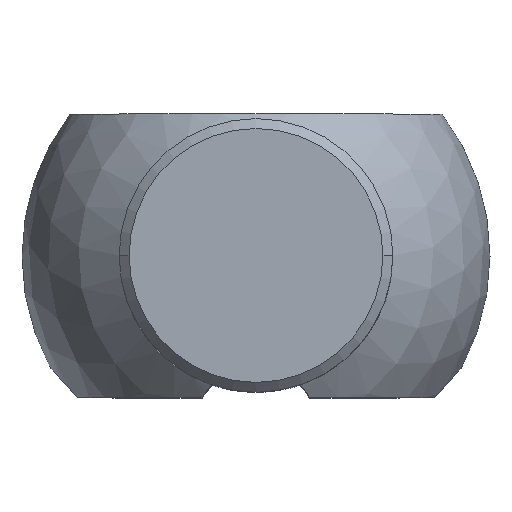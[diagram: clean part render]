
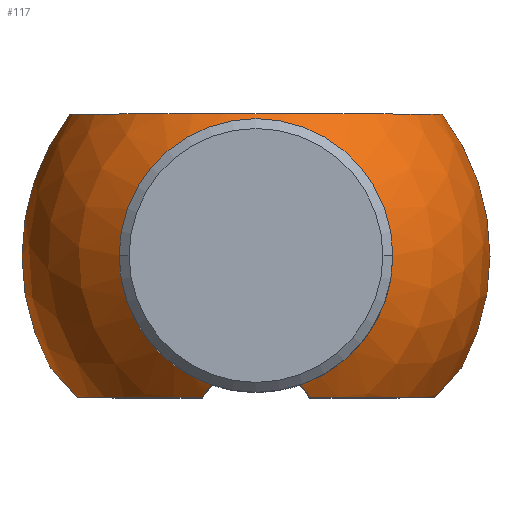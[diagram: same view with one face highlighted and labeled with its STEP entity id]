
A CAD part, top view. The second image highlights one B-rep face of the part: STEP entity #117.
In plain terms, the highlighted spherical face has radius 5.994 mm.
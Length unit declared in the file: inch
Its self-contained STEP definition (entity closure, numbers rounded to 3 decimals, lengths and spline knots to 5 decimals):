
#20 = VERTEX_POINT ( 'NONE', #579 ) ;
#33 = VERTEX_POINT ( 'NONE', #112 ) ;
#36 = ORIENTED_EDGE ( 'NONE', *, *, #335, .F. ) ;
#41 = CARTESIAN_POINT ( 'NONE',  ( 0.18369, -0.13896, 0.05179 ) ) ;
#44 = CARTESIAN_POINT ( 'NONE',  ( 0.17977, -0.143, 0.05413 ) ) ;
#61 = DIRECTION ( 'NONE',  ( 0., 0., 1. ) ) ;
#69 = VERTEX_POINT ( 'NONE', #639 ) ;
#90 = VERTEX_POINT ( 'NONE', #167 ) ;
#96 = CIRCLE ( 'NONE', #215, 0.138 ) ;
#107 = DIRECTION ( 'NONE',  ( 0., 0., -1. ) ) ;
#110 = EDGE_CURVE ( 'NONE', #20, #490, #618, .T. ) ;
#112 = CARTESIAN_POINT ( 'NONE',  ( 0.138, 0., 0.19145 ) ) ;
#117 = ADVANCED_FACE ( 'NONE', ( #279 ), #684, .T. ) ;
#122 = DIRECTION ( 'NONE',  ( -1., 0., 0. ) ) ;
#123 = CARTESIAN_POINT ( 'NONE',  ( -0.20787, -0.11175, 0. ) ) ;
#126 = CARTESIAN_POINT ( 'NONE',  ( -0.18733, -0.13507, 0.04895 ) ) ;
#129 = B_SPLINE_CURVE_WITH_KNOTS ( 'NONE', 3,
 ( #248, #299, #126, #653, #716, #252, #238, #591, #411, #123 ),
 .UNSPECIFIED., .F., .F.,
 ( 4, 2, 2, 2, 4 ),
 ( 0., 0.00046, 0.00092, 0.00138, 0.00184 ),
 .UNSPECIFIED. ) ;
#131 = EDGE_CURVE ( 'NONE', #621, #604, #752, .T. ) ;
#133 = CARTESIAN_POINT ( 'NONE',  ( 0.04469, -0.13056, 0.19145 ) ) ;
#148 = ORIENTED_EDGE ( 'NONE', *, *, #152, .F. ) ;
#152 = EDGE_CURVE ( 'NONE', #604, #520, #129, .T. ) ;
#161 = CARTESIAN_POINT ( 'NONE',  ( 0.18732, -0.13508, 0.04896 ) ) ;
#167 = CARTESIAN_POINT ( 'NONE',  ( 0.04469, -0.13056, 0.19145 ) ) ;
#168 = CARTESIAN_POINT ( 'NONE',  ( 0., 0., 0.19145 ) ) ;
#169 = EDGE_CURVE ( 'NONE', #490, #69, #398, .T. ) ;
#170 = CARTESIAN_POINT ( 'NONE',  ( 0.20427, -0.11601, 0.02342 ) ) ;
#197 = VERTEX_POINT ( 'NONE', #303 ) ;
#199 = CARTESIAN_POINT ( 'NONE',  ( -0.17977, -0.143, 0.05413 ) ) ;
#212 = DIRECTION ( 'NONE',  ( -1., 0., 0. ) ) ;
#213 = ORIENTED_EDGE ( 'NONE', *, *, #683, .T. ) ;
#215 = AXIS2_PLACEMENT_3D ( 'NONE', #584, #415, #408 ) ;
#217 = DIRECTION ( 'NONE',  ( 0., 0., 1. ) ) ;
#218 = CARTESIAN_POINT ( 'NONE',  ( 0., -0.143, 0. ) ) ;
#222 = CARTESIAN_POINT ( 'NONE',  ( 0., 0., 0. ) ) ;
#224 = AXIS2_PLACEMENT_3D ( 'NONE', #429, #317, #394 ) ;
#238 = CARTESIAN_POINT ( 'NONE',  ( -0.20428, -0.11599, 0.02337 ) ) ;
#239 = ORIENTED_EDGE ( 'NONE', *, *, #574, .F. ) ;
#242 = DIRECTION ( 'NONE',  ( 0., -1., 0. ) ) ;
#248 = CARTESIAN_POINT ( 'NONE',  ( -0.17977, -0.143, 0.05413 ) ) ;
#249 = CIRCLE ( 'NONE', #699, 0.236 ) ;
#251 = CARTESIAN_POINT ( 'NONE',  ( -0.138, 0., 0.19145 ) ) ;
#252 = CARTESIAN_POINT ( 'NONE',  ( -0.20219, -0.11845, 0.02868 ) ) ;
#279 = FACE_OUTER_BOUND ( 'NONE', #338, .T. ) ;
#286 = CARTESIAN_POINT ( 'NONE',  ( -0.04853, -0.13449, 0.18788 ) ) ;
#299 = CARTESIAN_POINT ( 'NONE',  ( -0.18369, -0.13895, 0.05179 ) ) ;
#301 = CARTESIAN_POINT ( 'NONE',  ( 0., -0.143, 0. ) ) ;
#303 = CARTESIAN_POINT ( 'NONE',  ( -0.18774, 0.143, 0. ) ) ;
#307 = AXIS2_PLACEMENT_3D ( 'NONE', #405, #578, #681 ) ;
#315 = CIRCLE ( 'NONE', #743, 0.138 ) ;
#317 = DIRECTION ( 'NONE',  ( 0., 0., 1. ) ) ;
#324 = AXIS2_PLACEMENT_3D ( 'NONE', #222, #463, #400 ) ;
#325 = CARTESIAN_POINT ( 'NONE',  ( 0., 0., 0. ) ) ;
#335 = EDGE_CURVE ( 'NONE', #432, #20, #249, .T. ) ;
#336 = CARTESIAN_POINT ( 'NONE',  ( 0.05413, -0.143, 0.17977 ) ) ;
#338 = EDGE_LOOP ( 'NONE', ( #36, #738, #694, #148, #441, #435, #239, #750, #670, #213, #427, #379 ) ) ;
#350 = CIRCLE ( 'NONE', #224, 0.236 ) ;
#366 = CARTESIAN_POINT ( 'NONE',  ( 0.17977, -0.143, 0.05413 ) ) ;
#369 = DIRECTION ( 'NONE',  ( 0., 0., -1. ) ) ;
#371 = CARTESIAN_POINT ( 'NONE',  ( 0.05162, -0.13866, 0.18397 ) ) ;
#379 = ORIENTED_EDGE ( 'NONE', *, *, #110, .F. ) ;
#390 = CARTESIAN_POINT ( 'NONE',  ( 0.18774, 0.143, 0. ) ) ;
#391 = EDGE_CURVE ( 'NONE', #197, #520, #350, .T. ) ;
#394 = DIRECTION ( 'NONE',  ( 1., 0., 0. ) ) ;
#395 = CARTESIAN_POINT ( 'NONE',  ( 0.19706, -0.12433, 0.038 ) ) ;
#396 = EDGE_CURVE ( 'NONE', #197, #432, #631, .T. ) ;
#398 = CIRCLE ( 'NONE', #543, 0.18774 ) ;
#400 = DIRECTION ( 'NONE',  ( -1., 0., 0. ) ) ;
#405 = CARTESIAN_POINT ( 'NONE',  ( 0., 0.143, 0. ) ) ;
#408 = DIRECTION ( 'NONE',  ( -1., 0., 0. ) ) ;
#411 = CARTESIAN_POINT ( 'NONE',  ( -0.20787, -0.11175, 0.00605 ) ) ;
#412 = EDGE_CURVE ( 'NONE', #621, #445, #599, .T. ) ;
#415 = DIRECTION ( 'NONE',  ( 0., 0., 1. ) ) ;
#427 = ORIENTED_EDGE ( 'NONE', *, *, #169, .F. ) ;
#429 = CARTESIAN_POINT ( 'NONE',  ( 0., 0., 0. ) ) ;
#432 = VERTEX_POINT ( 'NONE', #390 ) ;
#435 = ORIENTED_EDGE ( 'NONE', *, *, #412, .T. ) ;
#441 = ORIENTED_EDGE ( 'NONE', *, *, #131, .F. ) ;
#445 = VERTEX_POINT ( 'NONE', #516 ) ;
#453 = AXIS2_PLACEMENT_3D ( 'NONE', #741, #217, #659 ) ;
#454 = CARTESIAN_POINT ( 'NONE',  ( -0.04469, -0.13056, 0.19145 ) ) ;
#463 = DIRECTION ( 'NONE',  ( 0., 0., -1. ) ) ;
#484 = EDGE_CURVE ( 'NONE', #33, #669, #661, .T. ) ;
#490 = VERTEX_POINT ( 'NONE', #366 ) ;
#499 = CARTESIAN_POINT ( 'NONE',  ( -0.05413, -0.143, 0.17977 ) ) ;
#516 = CARTESIAN_POINT ( 'NONE',  ( -0.04469, -0.13056, 0.19145 ) ) ;
#518 = B_SPLINE_CURVE_WITH_KNOTS ( 'NONE', 3,
 ( #133, #663, #371, #336 ),
 .UNSPECIFIED., .F., .F.,
 ( 4, 4 ),
 ( 0., 0.0005 ),
 .UNSPECIFIED. ) ;
#520 = VERTEX_POINT ( 'NONE', #703 ) ;
#521 = CARTESIAN_POINT ( 'NONE',  ( 0.20787, -0.11175, 0. ) ) ;
#543 = AXIS2_PLACEMENT_3D ( 'NONE', #301, #242, #369 ) ;
#566 = EDGE_CURVE ( 'NONE', #90, #33, #315, .T. ) ;
#569 = CARTESIAN_POINT ( 'NONE',  ( 0.20787, -0.11175, 0.00604 ) ) ;
#574 = EDGE_CURVE ( 'NONE', #669, #445, #96, .T. ) ;
#575 = CARTESIAN_POINT ( 'NONE',  ( -0.05413, -0.143, 0.17977 ) ) ;
#578 = DIRECTION ( 'NONE',  ( 0., 1., 0. ) ) ;
#579 = CARTESIAN_POINT ( 'NONE',  ( 0.20787, -0.11175, 0. ) ) ;
#584 = CARTESIAN_POINT ( 'NONE',  ( 0., 0., 0.19145 ) ) ;
#591 = CARTESIAN_POINT ( 'NONE',  ( -0.2071, -0.11266, 0.01215 ) ) ;
#599 = B_SPLINE_CURVE_WITH_KNOTS ( 'NONE', 3,
 ( #575, #749, #286, #454 ),
 .UNSPECIFIED., .F., .F.,
 ( 4, 4 ),
 ( 0., 0.0005 ),
 .UNSPECIFIED. ) ;
#604 = VERTEX_POINT ( 'NONE', #199 ) ;
#618 = B_SPLINE_CURVE_WITH_KNOTS ( 'NONE', 3,
 ( #521, #569, #688, #170, #644, #395, #751, #161, #41, #44 ),
 .UNSPECIFIED., .F., .F.,
 ( 4, 2, 2, 2, 4 ),
 ( 0.00184, 0.0023, 0.00275, 0.00321, 0.00367 ),
 .UNSPECIFIED. ) ;
#619 = AXIS2_PLACEMENT_3D ( 'NONE', #218, #692, #107 ) ;
#621 = VERTEX_POINT ( 'NONE', #499 ) ;
#631 = CIRCLE ( 'NONE', #307, 0.18774 ) ;
#639 = CARTESIAN_POINT ( 'NONE',  ( 0.05413, -0.143, 0.17977 ) ) ;
#644 = CARTESIAN_POINT ( 'NONE',  ( 0.20217, -0.11846, 0.02871 ) ) ;
#653 = CARTESIAN_POINT ( 'NONE',  ( -0.19402, -0.12774, 0.04206 ) ) ;
#659 = DIRECTION ( 'NONE',  ( -1., 0., 0. ) ) ;
#661 = CIRCLE ( 'NONE', #453, 0.138 ) ;
#663 = CARTESIAN_POINT ( 'NONE',  ( 0.04853, -0.13449, 0.18788 ) ) ;
#669 = VERTEX_POINT ( 'NONE', #251 ) ;
#670 = ORIENTED_EDGE ( 'NONE', *, *, #566, .F. ) ;
#681 = DIRECTION ( 'NONE',  ( 0., 0., 1. ) ) ;
#683 = EDGE_CURVE ( 'NONE', #90, #69, #518, .T. ) ;
#684 = SPHERICAL_SURFACE ( 'NONE', #324, 0.236 ) ;
#688 = CARTESIAN_POINT ( 'NONE',  ( 0.20711, -0.11266, 0.01214 ) ) ;
#692 = DIRECTION ( 'NONE',  ( 0., -1., 0. ) ) ;
#694 = ORIENTED_EDGE ( 'NONE', *, *, #391, .T. ) ;
#699 = AXIS2_PLACEMENT_3D ( 'NONE', #325, #731, #212 ) ;
#703 = CARTESIAN_POINT ( 'NONE',  ( -0.20787, -0.11175, 0. ) ) ;
#716 = CARTESIAN_POINT ( 'NONE',  ( -0.19709, -0.12429, 0.03795 ) ) ;
#731 = DIRECTION ( 'NONE',  ( 0., 0., -1. ) ) ;
#738 = ORIENTED_EDGE ( 'NONE', *, *, #396, .F. ) ;
#741 = CARTESIAN_POINT ( 'NONE',  ( 0., 0., 0.19145 ) ) ;
#743 = AXIS2_PLACEMENT_3D ( 'NONE', #168, #61, #122 ) ;
#749 = CARTESIAN_POINT ( 'NONE',  ( -0.05162, -0.13866, 0.18397 ) ) ;
#750 = ORIENTED_EDGE ( 'NONE', *, *, #484, .F. ) ;
#751 = CARTESIAN_POINT ( 'NONE',  ( 0.19399, -0.12778, 0.0421 ) ) ;
#752 = CIRCLE ( 'NONE', #619, 0.18774 ) ;
